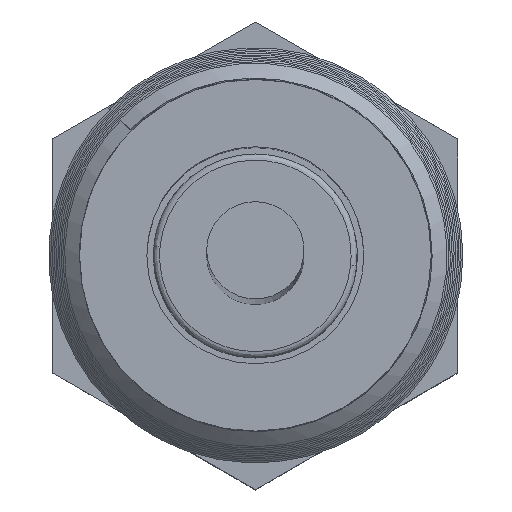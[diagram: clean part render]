
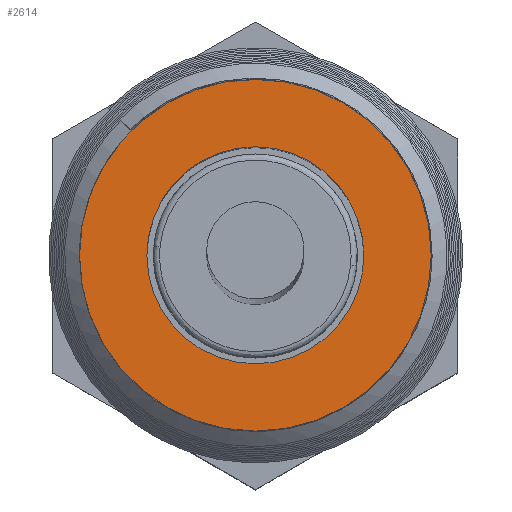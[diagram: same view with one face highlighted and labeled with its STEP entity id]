
A CAD part, top view. The second image highlights one B-rep face of the part: STEP entity #2614.
In plain terms, the highlighted planar face has unit normal (0, 0, 1).
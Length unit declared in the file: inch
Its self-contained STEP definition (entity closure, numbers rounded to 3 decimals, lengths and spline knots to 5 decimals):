
#93 = CIRCLE ( 'NONE', #2670, 0.174 ) ;
#95 = CIRCLE ( 'NONE', #2671, 0.282 ) ;
#308 = EDGE_LOOP ( 'NONE', ( #4430, #4431 ) ) ;
#311 = EDGE_LOOP ( 'NONE', ( #4428, #4429 ) ) ;
#369 = VERTEX_POINT ( 'NONE', #6899 ) ;
#370 = VERTEX_POINT ( 'NONE', #6898 ) ;
#372 = VERTEX_POINT ( 'NONE', #6896 ) ;
#373 = VERTEX_POINT ( 'NONE', #6895 ) ;
#739 = EDGE_CURVE ( 'NONE', #373, #370, #95, .T. ) ;
#740 = EDGE_CURVE ( 'NONE', #369, #372, #93, .T. ) ;
#1303 = DIRECTION ( 'NONE',  ( -1., 0., 0. ) ) ;
#1305 = DIRECTION ( 'NONE',  ( 0., 0., -1. ) ) ;
#1308 = CARTESIAN_POINT ( 'NONE',  ( 0., 0., 0.865 ) ) ;
#1310 = DIRECTION ( 'NONE',  ( -1., 0., 0. ) ) ;
#1311 = DIRECTION ( 'NONE',  ( 0., 0., 1. ) ) ;
#1312 = CARTESIAN_POINT ( 'NONE',  ( 0., 0., 0.865 ) ) ;
#2462 = EDGE_CURVE ( 'NONE', #370, #373, #5657, .T. ) ;
#2502 = EDGE_CURVE ( 'NONE', #372, #369, #5636, .T. ) ;
#2524 = AXIS2_PLACEMENT_3D ( 'NONE', #3112, #3050, #3049 ) ;
#2569 = AXIS2_PLACEMENT_3D ( 'NONE', #7340, #7339, #7338 ) ;
#2587 = AXIS2_PLACEMENT_3D ( 'NONE', #2817, #2816, #2815 ) ;
#2614 = ADVANCED_FACE ( 'NONE', ( #5584, #5574 ), #3051, .T. ) ;
#2670 = AXIS2_PLACEMENT_3D ( 'NONE', #1308, #1305, #1303 ) ;
#2671 = AXIS2_PLACEMENT_3D ( 'NONE', #1312, #1311, #1310 ) ;
#2815 = DIRECTION ( 'NONE',  ( -1., 0., 0. ) ) ;
#2816 = DIRECTION ( 'NONE',  ( 0., 0., 1. ) ) ;
#2817 = CARTESIAN_POINT ( 'NONE',  ( 0., 0., 0.865 ) ) ;
#3049 = DIRECTION ( 'NONE',  ( 1., 0., 0. ) ) ;
#3050 = DIRECTION ( 'NONE',  ( 0., 0., 1. ) ) ;
#3051 = PLANE ( 'NONE',  #2524 ) ;
#3112 = CARTESIAN_POINT ( 'NONE',  ( 0., 0.282, 0.865 ) ) ;
#4428 = ORIENTED_EDGE ( 'NONE', *, *, #739, .T. ) ;
#4429 = ORIENTED_EDGE ( 'NONE', *, *, #2462, .T. ) ;
#4430 = ORIENTED_EDGE ( 'NONE', *, *, #740, .T. ) ;
#4431 = ORIENTED_EDGE ( 'NONE', *, *, #2502, .T. ) ;
#5574 = FACE_BOUND ( 'NONE', #308, .T. ) ;
#5584 = FACE_OUTER_BOUND ( 'NONE', #311, .T. ) ;
#5636 = CIRCLE ( 'NONE', #2569, 0.174 ) ;
#5657 = CIRCLE ( 'NONE', #2587, 0.282 ) ;
#6895 = CARTESIAN_POINT ( 'NONE',  ( -0.282, 0., 0.865 ) ) ;
#6896 = CARTESIAN_POINT ( 'NONE',  ( 0.174, 0., 0.865 ) ) ;
#6898 = CARTESIAN_POINT ( 'NONE',  ( 0.282, 0., 0.865 ) ) ;
#6899 = CARTESIAN_POINT ( 'NONE',  ( -0.174, 0., 0.865 ) ) ;
#7338 = DIRECTION ( 'NONE',  ( -1., 0., 0. ) ) ;
#7339 = DIRECTION ( 'NONE',  ( 0., 0., -1. ) ) ;
#7340 = CARTESIAN_POINT ( 'NONE',  ( 0., 0., 0.865 ) ) ;
